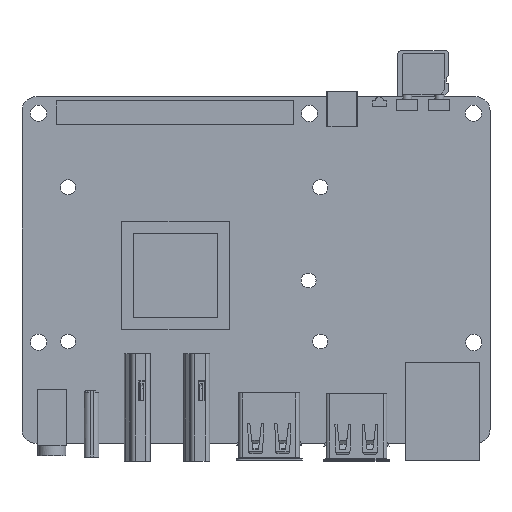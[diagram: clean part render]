
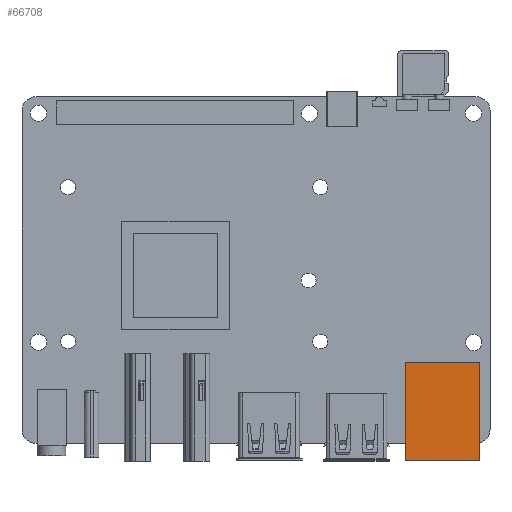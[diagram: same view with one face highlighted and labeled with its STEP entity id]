
A CAD part, top view. The second image highlights one B-rep face of the part: STEP entity #66708.
In plain terms, the highlighted face is planar.
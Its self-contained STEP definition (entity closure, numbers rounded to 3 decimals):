
#66519 = VERTEX_POINT('',#66520);
#66520 = CARTESIAN_POINT('',(-8.,6.65,-10.5));
#66527 = PLANE('',#66528);
#66528 = AXIS2_PLACEMENT_3D('',#66529,#66530,#66531);
#66529 = CARTESIAN_POINT('',(0.,0.,-10.5));
#66530 = DIRECTION('',(0.,0.,1.));
#66531 = DIRECTION('',(1.,0.,-0.));
#66539 = PLANE('',#66540);
#66540 = AXIS2_PLACEMENT_3D('',#66541,#66542,#66543);
#66541 = CARTESIAN_POINT('',(-8.,6.65,-10.5));
#66542 = DIRECTION('',(-1.,0.,0.));
#66543 = DIRECTION('',(0.,-1.,0.));
#66580 = VERTEX_POINT('',#66581);
#66581 = CARTESIAN_POINT('',(8.,6.65,-10.5));
#66595 = PLANE('',#66596);
#66596 = AXIS2_PLACEMENT_3D('',#66597,#66598,#66599);
#66597 = CARTESIAN_POINT('',(8.,-6.65,-10.5));
#66598 = DIRECTION('',(1.,0.,0.));
#66599 = DIRECTION('',(-0.,1.,0.));
#66607 = EDGE_CURVE('',#66519,#66580,#66608,.T.);
#66608 = SURFACE_CURVE('',#66609,(#66613,#66620),.PCURVE_S1.);
#66609 = LINE('',#66610,#66611);
#66610 = CARTESIAN_POINT('',(-8.,6.65,-10.5));
#66611 = VECTOR('',#66612,1.);
#66612 = DIRECTION('',(1.,0.,0.));
#66613 = PCURVE('',#66527,#66614);
#66614 = DEFINITIONAL_REPRESENTATION('',(#66615),#66619);
#66615 = LINE('',#66616,#66617);
#66616 = CARTESIAN_POINT('',(-8.,6.65));
#66617 = VECTOR('',#66618,1.);
#66618 = DIRECTION('',(1.,0.));
#66619 = ( GEOMETRIC_REPRESENTATION_CONTEXT(2) 
PARAMETRIC_REPRESENTATION_CONTEXT() REPRESENTATION_CONTEXT('2D SPACE',''
  ) );
#66620 = PCURVE('',#66621,#66626);
#66621 = PLANE('',#66622);
#66622 = AXIS2_PLACEMENT_3D('',#66623,#66624,#66625);
#66623 = CARTESIAN_POINT('',(8.,6.65,-10.5));
#66624 = DIRECTION('',(0.,1.,0.));
#66625 = DIRECTION('',(-1.,0.,0.));
#66626 = DEFINITIONAL_REPRESENTATION('',(#66627),#66631);
#66627 = LINE('',#66628,#66629);
#66628 = CARTESIAN_POINT('',(16.,0.));
#66629 = VECTOR('',#66630,1.);
#66630 = DIRECTION('',(-1.,0.));
#66631 = ( GEOMETRIC_REPRESENTATION_CONTEXT(2) 
PARAMETRIC_REPRESENTATION_CONTEXT() REPRESENTATION_CONTEXT('2D SPACE',''
  ) );
#66637 = EDGE_CURVE('',#66638,#66519,#66640,.T.);
#66638 = VERTEX_POINT('',#66639);
#66639 = CARTESIAN_POINT('',(-8.,6.65,10.5));
#66640 = SURFACE_CURVE('',#66641,(#66645,#66652),.PCURVE_S1.);
#66641 = LINE('',#66642,#66643);
#66642 = CARTESIAN_POINT('',(-8.,6.65,10.5));
#66643 = VECTOR('',#66644,1.);
#66644 = DIRECTION('',(0.,0.,-1.));
#66645 = PCURVE('',#66539,#66646);
#66646 = DEFINITIONAL_REPRESENTATION('',(#66647),#66651);
#66647 = LINE('',#66648,#66649);
#66648 = CARTESIAN_POINT('',(0.,21.));
#66649 = VECTOR('',#66650,1.);
#66650 = DIRECTION('',(0.,-1.));
#66651 = ( GEOMETRIC_REPRESENTATION_CONTEXT(2) 
PARAMETRIC_REPRESENTATION_CONTEXT() REPRESENTATION_CONTEXT('2D SPACE',''
  ) );
#66652 = PCURVE('',#66621,#66653);
#66653 = DEFINITIONAL_REPRESENTATION('',(#66654),#66658);
#66654 = LINE('',#66655,#66656);
#66655 = CARTESIAN_POINT('',(16.,21.));
#66656 = VECTOR('',#66657,1.);
#66657 = DIRECTION('',(0.,-1.));
#66658 = ( GEOMETRIC_REPRESENTATION_CONTEXT(2) 
PARAMETRIC_REPRESENTATION_CONTEXT() REPRESENTATION_CONTEXT('2D SPACE',''
  ) );
#66676 = PLANE('',#66677);
#66677 = AXIS2_PLACEMENT_3D('',#66678,#66679,#66680);
#66678 = CARTESIAN_POINT('',(0.,0.,10.5));
#66679 = DIRECTION('',(0.,0.,1.));
#66680 = DIRECTION('',(1.,0.,-0.));
#66708 = ADVANCED_FACE('',(#66709),#66621,.T.);
#66709 = FACE_BOUND('',#66710,.F.);
#66710 = EDGE_LOOP('',(#66711,#66712,#66735,#66756));
#66711 = ORIENTED_EDGE('',*,*,#66607,.T.);
#66712 = ORIENTED_EDGE('',*,*,#66713,.F.);
#66713 = EDGE_CURVE('',#66714,#66580,#66716,.T.);
#66714 = VERTEX_POINT('',#66715);
#66715 = CARTESIAN_POINT('',(8.,6.65,10.5));
#66716 = SURFACE_CURVE('',#66717,(#66721,#66728),.PCURVE_S1.);
#66717 = LINE('',#66718,#66719);
#66718 = CARTESIAN_POINT('',(8.,6.65,10.5));
#66719 = VECTOR('',#66720,1.);
#66720 = DIRECTION('',(0.,0.,-1.));
#66721 = PCURVE('',#66621,#66722);
#66722 = DEFINITIONAL_REPRESENTATION('',(#66723),#66727);
#66723 = LINE('',#66724,#66725);
#66724 = CARTESIAN_POINT('',(0.,21.));
#66725 = VECTOR('',#66726,1.);
#66726 = DIRECTION('',(0.,-1.));
#66727 = ( GEOMETRIC_REPRESENTATION_CONTEXT(2) 
PARAMETRIC_REPRESENTATION_CONTEXT() REPRESENTATION_CONTEXT('2D SPACE',''
  ) );
#66728 = PCURVE('',#66595,#66729);
#66729 = DEFINITIONAL_REPRESENTATION('',(#66730),#66734);
#66730 = LINE('',#66731,#66732);
#66731 = CARTESIAN_POINT('',(13.3,21.));
#66732 = VECTOR('',#66733,1.);
#66733 = DIRECTION('',(0.,-1.));
#66734 = ( GEOMETRIC_REPRESENTATION_CONTEXT(2) 
PARAMETRIC_REPRESENTATION_CONTEXT() REPRESENTATION_CONTEXT('2D SPACE',''
  ) );
#66735 = ORIENTED_EDGE('',*,*,#66736,.F.);
#66736 = EDGE_CURVE('',#66638,#66714,#66737,.T.);
#66737 = SURFACE_CURVE('',#66738,(#66742,#66749),.PCURVE_S1.);
#66738 = LINE('',#66739,#66740);
#66739 = CARTESIAN_POINT('',(-8.,6.65,10.5));
#66740 = VECTOR('',#66741,1.);
#66741 = DIRECTION('',(1.,0.,0.));
#66742 = PCURVE('',#66621,#66743);
#66743 = DEFINITIONAL_REPRESENTATION('',(#66744),#66748);
#66744 = LINE('',#66745,#66746);
#66745 = CARTESIAN_POINT('',(16.,21.));
#66746 = VECTOR('',#66747,1.);
#66747 = DIRECTION('',(-1.,0.));
#66748 = ( GEOMETRIC_REPRESENTATION_CONTEXT(2) 
PARAMETRIC_REPRESENTATION_CONTEXT() REPRESENTATION_CONTEXT('2D SPACE',''
  ) );
#66749 = PCURVE('',#66676,#66750);
#66750 = DEFINITIONAL_REPRESENTATION('',(#66751),#66755);
#66751 = LINE('',#66752,#66753);
#66752 = CARTESIAN_POINT('',(-8.,6.65));
#66753 = VECTOR('',#66754,1.);
#66754 = DIRECTION('',(1.,0.));
#66755 = ( GEOMETRIC_REPRESENTATION_CONTEXT(2) 
PARAMETRIC_REPRESENTATION_CONTEXT() REPRESENTATION_CONTEXT('2D SPACE',''
  ) );
#66756 = ORIENTED_EDGE('',*,*,#66637,.T.);
